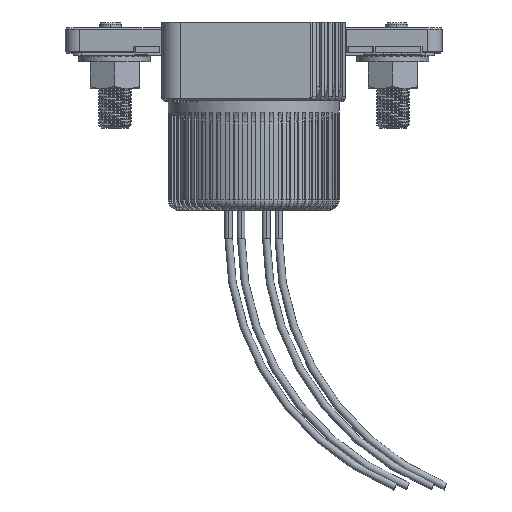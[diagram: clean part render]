
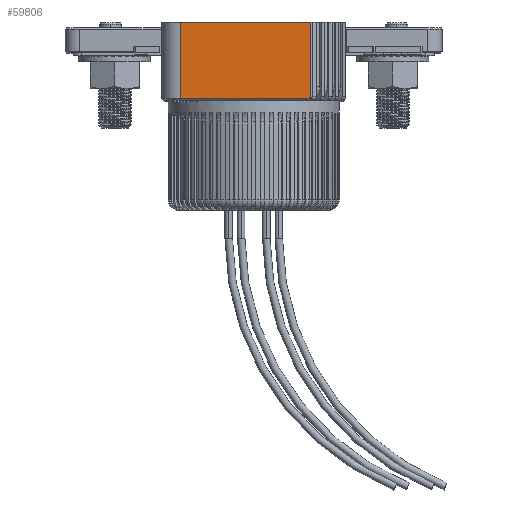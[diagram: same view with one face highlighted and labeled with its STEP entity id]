
A CAD part, top view. The second image highlights one B-rep face of the part: STEP entity #59806.
In plain terms, the highlighted planar face has unit normal (0, 0, 1).
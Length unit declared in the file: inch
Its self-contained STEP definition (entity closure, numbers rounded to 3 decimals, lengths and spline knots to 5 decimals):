
#1253 = CARTESIAN_POINT ( 'NONE',  ( 0.68557, 1.23995, 1.1 ) ) ;
#1710 = CARTESIAN_POINT ( 'NONE',  ( 0.67889, 1.22462, 1.1 ) ) ;
#2143 = CARTESIAN_POINT ( 'NONE',  ( 0.63787, 1.21495, 1.1 ) ) ;
#10240 = VECTOR ( 'NONE', #121745, 39.37008 ) ;
#11799 = VERTEX_POINT ( 'NONE', #99944 ) ;
#12052 = CARTESIAN_POINT ( 'NONE',  ( 0.65893, 1.21737, 1.1 ) ) ;
#12893 = EDGE_CURVE ( 'NONE', #11799, #60344, #86390, .T. ) ;
#14645 = B_SPLINE_CURVE_WITH_KNOTS ( 'NONE', 3,
 ( #2143, #114261, #116054, #12052, #114713, #124172, #22818, #104397, #62768, #84673, #1710, #124600, #73546 ),
 .UNSPECIFIED., .F., .F.,
 ( 4, 1, 1, 1, 1, 1, 2, 2, 4 ),
 ( 0., 0.25, 0.375, 0.4375, 0.46875, 0.48438, 0.49219, 0.5, 1. ),
 .UNSPECIFIED. ) ;
#16749 = ORIENTED_EDGE ( 'NONE', *, *, #12893, .T. ) ;
#22818 = CARTESIAN_POINT ( 'NONE',  ( 0.66558, 1.21949, 1.1 ) ) ;
#23170 = LINE ( 'NONE', #49522, #10240 ) ;
#24438 = DIRECTION ( 'NONE',  ( 0., 0., -1. ) ) ;
#28333 = DIRECTION ( 'NONE',  ( 1., 0., 0. ) ) ;
#31634 = PLANE ( 'NONE',  #123918 ) ;
#32265 = ORIENTED_EDGE ( 'NONE', *, *, #111251, .T. ) ;
#37351 = ORIENTED_EDGE ( 'NONE', *, *, #89883, .T. ) ;
#38194 = CARTESIAN_POINT ( 'NONE',  ( -0.875, 2.12895, 1.1 ) ) ;
#39217 = VERTEX_POINT ( 'NONE', #38194 ) ;
#39592 = ORIENTED_EDGE ( 'NONE', *, *, #124429, .F. ) ;
#48775 = LINE ( 'NONE', #87796, #96984 ) ;
#48897 = LINE ( 'NONE', #119457, #125845 ) ;
#49522 = CARTESIAN_POINT ( 'NONE',  ( 0.68557, 1.27495, 1.1 ) ) ;
#55329 = CARTESIAN_POINT ( 'NONE',  ( -0.875, 1.27495, 1.1 ) ) ;
#58017 = DIRECTION ( 'NONE',  ( 0., -1., 0. ) ) ;
#58765 = EDGE_CURVE ( 'NONE', #60344, #70098, #14645, .T. ) ;
#59050 = VECTOR ( 'NONE', #28333, 39.37008 ) ;
#59806 = ADVANCED_FACE ( 'NONE', ( #97847 ), #31634, .F. ) ;
#60344 = VERTEX_POINT ( 'NONE', #117114 ) ;
#62768 = CARTESIAN_POINT ( 'NONE',  ( 0.66624, 1.21974, 1.1 ) ) ;
#64590 = VERTEX_POINT ( 'NONE', #95975 ) ;
#70098 = VERTEX_POINT ( 'NONE', #1253 ) ;
#73546 = CARTESIAN_POINT ( 'NONE',  ( 0.68557, 1.23995, 1.1 ) ) ;
#73671 = EDGE_LOOP ( 'NONE', ( #115046, #32265, #39592, #37351, #16749 ) ) ;
#81699 = CARTESIAN_POINT ( 'NONE',  ( -0.875, 1.21495, 1.1 ) ) ;
#84673 = CARTESIAN_POINT ( 'NONE',  ( 0.66631, 1.21977, 1.1 ) ) ;
#86390 = LINE ( 'NONE', #81699, #59050 ) ;
#87796 = CARTESIAN_POINT ( 'NONE',  ( -0.875, 2.12895, 1.1 ) ) ;
#89883 = EDGE_CURVE ( 'NONE', #39217, #11799, #48897, .T. ) ;
#95975 = CARTESIAN_POINT ( 'NONE',  ( 0.68557, 2.12895, 1.1 ) ) ;
#96984 = VECTOR ( 'NONE', #118239, 39.37008 ) ;
#97847 = FACE_OUTER_BOUND ( 'NONE', #73671, .T. ) ;
#99944 = CARTESIAN_POINT ( 'NONE',  ( -0.875, 1.21495, 1.1 ) ) ;
#104397 = CARTESIAN_POINT ( 'NONE',  ( 0.66598, 1.21964, 1.1 ) ) ;
#105131 = DIRECTION ( 'NONE',  ( -1., 0., 0. ) ) ;
#111251 = EDGE_CURVE ( 'NONE', #70098, #64590, #23170, .T. ) ;
#114261 = CARTESIAN_POINT ( 'NONE',  ( 0.64324, 1.21497, 1.1 ) ) ;
#114713 = CARTESIAN_POINT ( 'NONE',  ( 0.66278, 1.21852, 1.1 ) ) ;
#115046 = ORIENTED_EDGE ( 'NONE', *, *, #58765, .T. ) ;
#116054 = CARTESIAN_POINT ( 'NONE',  ( 0.65084, 1.2156, 1.1 ) ) ;
#117114 = CARTESIAN_POINT ( 'NONE',  ( 0.63787, 1.21495, 1.1 ) ) ;
#118239 = DIRECTION ( 'NONE',  ( 1., 0., 0. ) ) ;
#119457 = CARTESIAN_POINT ( 'NONE',  ( -0.875, 1.27495, 1.1 ) ) ;
#121745 = DIRECTION ( 'NONE',  ( 0., 1., 0. ) ) ;
#123918 = AXIS2_PLACEMENT_3D ( 'NONE', #55329, #24438, #105131 ) ;
#124172 = CARTESIAN_POINT ( 'NONE',  ( 0.66466, 1.21916, 1.1 ) ) ;
#124429 = EDGE_CURVE ( 'NONE', #39217, #64590, #48775, .T. ) ;
#124600 = CARTESIAN_POINT ( 'NONE',  ( 0.68524, 1.23133, 1.1 ) ) ;
#125845 = VECTOR ( 'NONE', #58017, 39.37008 ) ;
